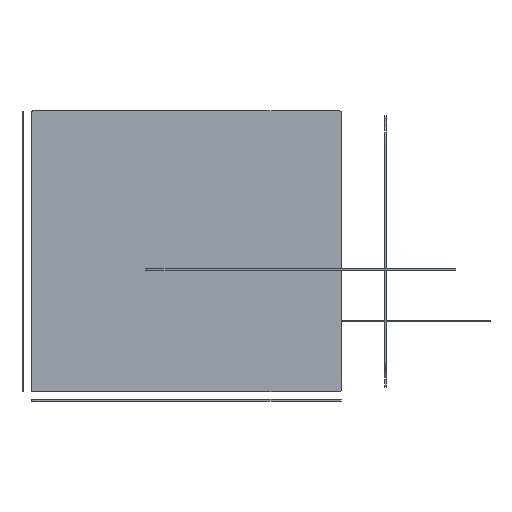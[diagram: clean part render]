
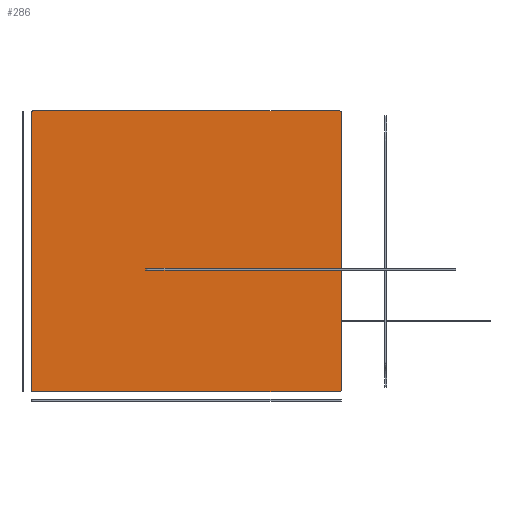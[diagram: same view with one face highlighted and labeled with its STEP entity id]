
A CAD part, left-side view. The second image highlights one B-rep face of the part: STEP entity #286.
In plain terms, the highlighted face is planar.
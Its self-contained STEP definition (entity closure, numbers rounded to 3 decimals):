
#9 = AXIS2_PLACEMENT_3D ( 'NONE', #937, #3679, #3364 ) ;
#276 = AXIS2_PLACEMENT_3D ( 'NONE', #550, #1586, #2560 ) ;
#286 = ADVANCED_FACE ( 'NONE', ( #2927 ), #965, .F. ) ;
#432 = CARTESIAN_POINT ( 'NONE',  ( 0., 0., 0. ) ) ;
#452 = DIRECTION ( 'NONE',  ( 1., 0., 0. ) ) ;
#469 = LINE ( 'NONE', #4185, #3054 ) ;
#530 = EDGE_CURVE ( 'NONE', #1955, #736, #1232, .T. ) ;
#550 = CARTESIAN_POINT ( 'NONE',  ( 4., -4., 0. ) ) ;
#579 = DIRECTION ( 'NONE',  ( 0., -1., 0. ) ) ;
#736 = VERTEX_POINT ( 'NONE', #1703 ) ;
#763 = CARTESIAN_POINT ( 'NONE',  ( 4., -530., 0. ) ) ;
#819 = AXIS2_PLACEMENT_3D ( 'NONE', #1613, #2565, #3328 ) ;
#870 = VERTEX_POINT ( 'NONE', #3528 ) ;
#875 = VERTEX_POINT ( 'NONE', #1522 ) ;
#911 = VERTEX_POINT ( 'NONE', #2806 ) ;
#937 = CARTESIAN_POINT ( 'NONE',  ( 480., -530., 0. ) ) ;
#965 = PLANE ( 'NONE',  #3747 ) ;
#1041 = EDGE_CURVE ( 'NONE', #3508, #875, #2600, .T. ) ;
#1067 = VECTOR ( 'NONE', #3156, 1000. ) ;
#1191 = VERTEX_POINT ( 'NONE', #4403 ) ;
#1232 = CIRCLE ( 'NONE', #819, 4. ) ;
#1276 = DIRECTION ( 'NONE',  ( 1., 0., 0. ) ) ;
#1522 = CARTESIAN_POINT ( 'NONE',  ( 0., -530., 0. ) ) ;
#1586 = DIRECTION ( 'NONE',  ( 0., 0., -1. ) ) ;
#1613 = CARTESIAN_POINT ( 'NONE',  ( 480., -4., 0. ) ) ;
#1703 = CARTESIAN_POINT ( 'NONE',  ( 484., -4., 0. ) ) ;
#1814 = DIRECTION ( 'NONE',  ( 0., 0., -1. ) ) ;
#1832 = EDGE_CURVE ( 'NONE', #2049, #875, #3345, .T. ) ;
#1863 = CARTESIAN_POINT ( 'NONE',  ( 484., 0., 0. ) ) ;
#1913 = ORIENTED_EDGE ( 'NONE', *, *, #1832, .T. ) ;
#1920 = EDGE_CURVE ( 'NONE', #911, #736, #4248, .T. ) ;
#1924 = DIRECTION ( 'NONE',  ( 0., 1., 0. ) ) ;
#1955 = VERTEX_POINT ( 'NONE', #3574 ) ;
#1981 = ORIENTED_EDGE ( 'NONE', *, *, #1041, .F. ) ;
#2004 = EDGE_CURVE ( 'NONE', #3508, #870, #2212, .T. ) ;
#2049 = VERTEX_POINT ( 'NONE', #4332 ) ;
#2080 = CIRCLE ( 'NONE', #9, 4. ) ;
#2137 = EDGE_CURVE ( 'NONE', #911, #1191, #2080, .T. ) ;
#2143 = AXIS2_PLACEMENT_3D ( 'NONE', #763, #1814, #3168 ) ;
#2212 = CIRCLE ( 'NONE', #276, 4. ) ;
#2318 = ORIENTED_EDGE ( 'NONE', *, *, #3400, .F. ) ;
#2560 = DIRECTION ( 'NONE',  ( 1., 0., 0. ) ) ;
#2565 = DIRECTION ( 'NONE',  ( 0., 0., -1. ) ) ;
#2569 = DIRECTION ( 'NONE',  ( 0., 0., 1. ) ) ;
#2600 = LINE ( 'NONE', #3980, #4004 ) ;
#2806 = CARTESIAN_POINT ( 'NONE',  ( 484., -530., 0. ) ) ;
#2917 = VECTOR ( 'NONE', #1924, 1000. ) ;
#2920 = ORIENTED_EDGE ( 'NONE', *, *, #1920, .F. ) ;
#2927 = FACE_OUTER_BOUND ( 'NONE', #3089, .T. ) ;
#2938 = EDGE_CURVE ( 'NONE', #1955, #870, #3830, .T. ) ;
#3017 = CARTESIAN_POINT ( 'NONE',  ( 0., 0., 0. ) ) ;
#3054 = VECTOR ( 'NONE', #452, 1000. ) ;
#3089 = EDGE_LOOP ( 'NONE', ( #1981, #3626, #4220, #4030, #2920, #4036, #2318, #1913 ) ) ;
#3156 = DIRECTION ( 'NONE',  ( -1., 0., 0. ) ) ;
#3168 = DIRECTION ( 'NONE',  ( 1., 0., 0. ) ) ;
#3328 = DIRECTION ( 'NONE',  ( 1., 0., 0. ) ) ;
#3345 = CIRCLE ( 'NONE', #2143, 4. ) ;
#3364 = DIRECTION ( 'NONE',  ( 1., 0., 0. ) ) ;
#3400 = EDGE_CURVE ( 'NONE', #2049, #1191, #469, .T. ) ;
#3508 = VERTEX_POINT ( 'NONE', #4126 ) ;
#3528 = CARTESIAN_POINT ( 'NONE',  ( 4., 0., 0. ) ) ;
#3574 = CARTESIAN_POINT ( 'NONE',  ( 480., 0., 0. ) ) ;
#3626 = ORIENTED_EDGE ( 'NONE', *, *, #2004, .T. ) ;
#3679 = DIRECTION ( 'NONE',  ( 0., 0., -1. ) ) ;
#3747 = AXIS2_PLACEMENT_3D ( 'NONE', #3017, #2569, #1276 ) ;
#3830 = LINE ( 'NONE', #432, #1067 ) ;
#3980 = CARTESIAN_POINT ( 'NONE',  ( 0., 0., 0. ) ) ;
#4004 = VECTOR ( 'NONE', #579, 1000. ) ;
#4030 = ORIENTED_EDGE ( 'NONE', *, *, #530, .T. ) ;
#4036 = ORIENTED_EDGE ( 'NONE', *, *, #2137, .T. ) ;
#4126 = CARTESIAN_POINT ( 'NONE',  ( 0., -4., 0. ) ) ;
#4185 = CARTESIAN_POINT ( 'NONE',  ( 0., -534., 0. ) ) ;
#4220 = ORIENTED_EDGE ( 'NONE', *, *, #2938, .F. ) ;
#4248 = LINE ( 'NONE', #1863, #2917 ) ;
#4332 = CARTESIAN_POINT ( 'NONE',  ( 4., -534., 0. ) ) ;
#4403 = CARTESIAN_POINT ( 'NONE',  ( 480., -534., 0. ) ) ;
